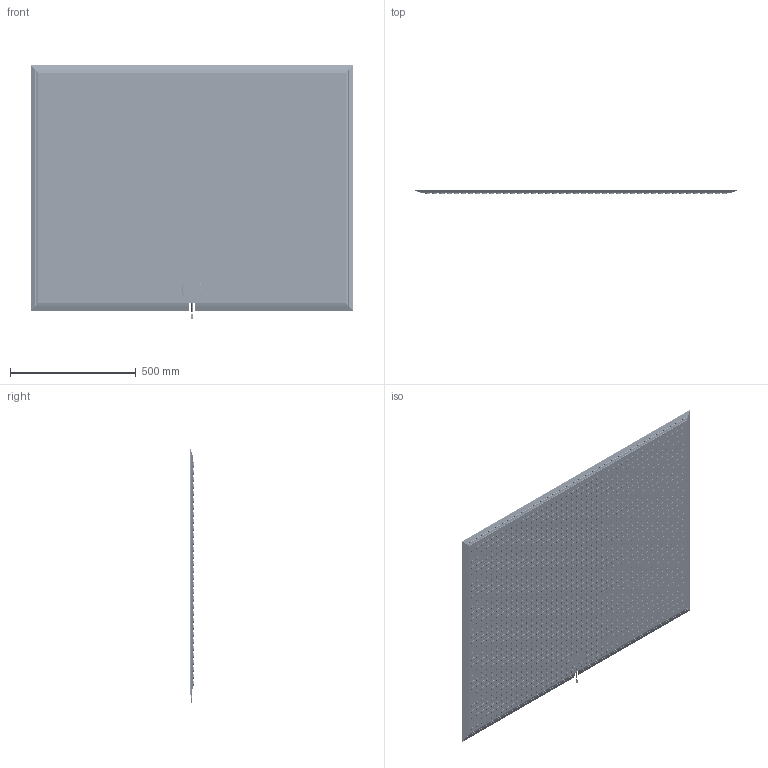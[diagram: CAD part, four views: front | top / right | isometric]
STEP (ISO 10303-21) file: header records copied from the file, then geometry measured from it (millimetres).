
FILE_DESCRIPTION (( 'STEP AP214' ), '1' );
FILE_NAME ('1602-4094.STEP', '2021-10-21T14:57:24', ( '' ), ( '' ), 'SwSTEP 2.0', 'SolidWorks 2021', '' );
FILE_SCHEMA (( 'AUTOMOTIVE_DESIGN' ));
Length unit declared in the file: inch
Products named in the file (1): 1602-4094
Bounding box: 1279 x 14 x 1005.5 mm (x, y, z)
Volume: 14922982.6 mm3; surface area: 3655332.8 mm2
Topology: 1375 solids, 1375 shells, 5681 faces, 8718 edges, 5804 vertices
Faces by surface type: cylinder 2822, plane 2818, bspline 41
Entity records: 218974 total; most frequent: DIRECTION 25722, CARTESIAN_POINT 21017, ORIENTED_EDGE 17436, AXIS2_PLACEMENT_3D 11381, EDGE_CURVE 8718, UNCERTAINTY_MEASURE_WITH_UNIT 7058, LENGTH_MEASURE_WITH_UNIT 7058, DIMENSIONAL_EXPONENTS 7058
